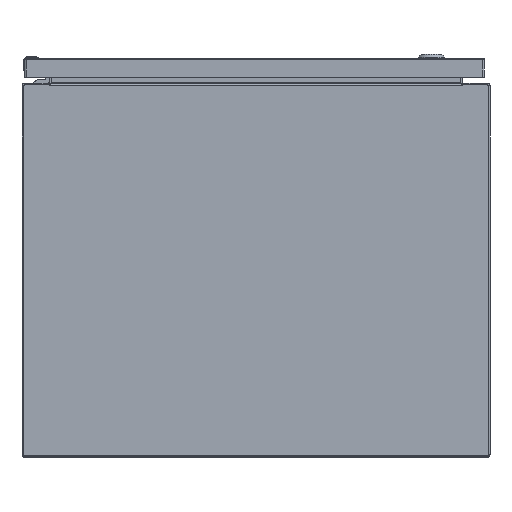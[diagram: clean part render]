
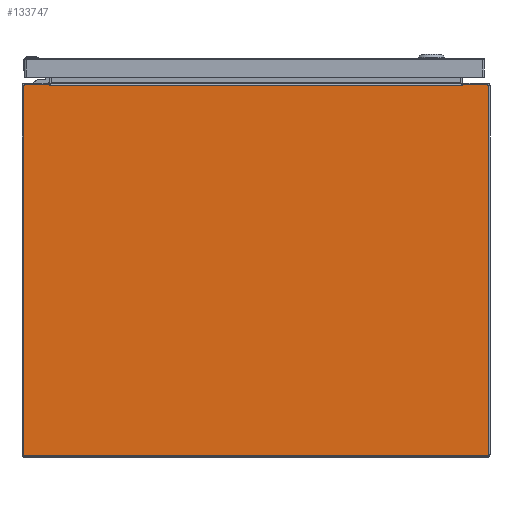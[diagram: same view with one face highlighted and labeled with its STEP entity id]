
A CAD part, front view. The second image highlights one B-rep face of the part: STEP entity #133747.
In plain terms, the highlighted planar face has unit normal (0, -1, 0).
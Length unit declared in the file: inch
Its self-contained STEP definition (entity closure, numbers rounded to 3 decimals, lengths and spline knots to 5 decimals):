
#379 = ORIENTED_EDGE ( 'NONE', *, *, #131245, .T. ) ;
#395 = ORIENTED_EDGE ( 'NONE', *, *, #163400, .T. ) ;
#1764 = VERTEX_POINT ( 'NONE', #161131 ) ;
#1904 = VERTEX_POINT ( 'NONE', #48765 ) ;
#4197 = VERTEX_POINT ( 'NONE', #135074 ) ;
#5160 = CARTESIAN_POINT ( 'NONE',  ( -9.937, -12., 7.857 ) ) ;
#6894 = DIRECTION ( 'NONE',  ( 0., 0., -1. ) ) ;
#7727 = PLANE ( 'NONE',  #28576 ) ;
#10959 = DIRECTION ( 'NONE',  ( 0., 0., -1. ) ) ;
#10987 = EDGE_CURVE ( 'NONE', #1904, #108904, #48214, .T. ) ;
#11673 = CARTESIAN_POINT ( 'NONE',  ( -9.857, -12., -7.937 ) ) ;
#13073 = LINE ( 'NONE', #116811, #83319 ) ;
#13412 = LINE ( 'NONE', #15967, #140745 ) ;
#15904 = AXIS2_PLACEMENT_3D ( 'NONE', #90625, #141213, #10959 ) ;
#15967 = CARTESIAN_POINT ( 'NONE',  ( -9.937, -12., 0. ) ) ;
#16436 = CARTESIAN_POINT ( 'NONE',  ( -8.80578, -12., 7.883 ) ) ;
#20128 = DIRECTION ( 'NONE',  ( 1., 0., 0. ) ) ;
#20690 = DIRECTION ( 'NONE',  ( 0., 0., 1. ) ) ;
#22327 = DIRECTION ( 'NONE',  ( 0., -1., 0. ) ) ;
#23878 = ORIENTED_EDGE ( 'NONE', *, *, #68940, .T. ) ;
#24160 = LINE ( 'NONE', #77238, #133844 ) ;
#24351 = DIRECTION ( 'NONE',  ( 0., -1., 0. ) ) ;
#24983 = LINE ( 'NONE', #102996, #106718 ) ;
#27678 = EDGE_CURVE ( 'NONE', #1764, #108863, #57554, .T. ) ;
#28576 = AXIS2_PLACEMENT_3D ( 'NONE', #73733, #22327, #126866 ) ;
#31364 = EDGE_CURVE ( 'NONE', #47832, #135118, #13412, .T. ) ;
#32865 = CARTESIAN_POINT ( 'NONE',  ( 0., -12., -7.937 ) ) ;
#41005 = EDGE_CURVE ( 'NONE', #125414, #47678, #133821, .T. ) ;
#47678 = VERTEX_POINT ( 'NONE', #64393 ) ;
#47832 = VERTEX_POINT ( 'NONE', #5160 ) ;
#47838 = CARTESIAN_POINT ( 'NONE',  ( -9.857, -12., 7.937 ) ) ;
#48214 = LINE ( 'NONE', #153629, #63677 ) ;
#48765 = CARTESIAN_POINT ( 'NONE',  ( -8.82312, -12., 7.937 ) ) ;
#52439 = DIRECTION ( 'NONE',  ( -1., 0., 0. ) ) ;
#54323 = ORIENTED_EDGE ( 'NONE', *, *, #143425, .T. ) ;
#55648 = ORIENTED_EDGE ( 'NONE', *, *, #132058, .T. ) ;
#57554 = LINE ( 'NONE', #136409, #83854 ) ;
#59710 = CARTESIAN_POINT ( 'NONE',  ( 8.798, -12., 7.883 ) ) ;
#60870 = DIRECTION ( 'NONE',  ( 0., -1., 0. ) ) ;
#61137 = CARTESIAN_POINT ( 'NONE',  ( -9.937, -12., -7.857 ) ) ;
#63005 = VECTOR ( 'NONE', #88199, 39.37008 ) ;
#63677 = VECTOR ( 'NONE', #87710, 39.37008 ) ;
#64393 = CARTESIAN_POINT ( 'NONE',  ( -8.798, -12., 7.883 ) ) ;
#64950 = ORIENTED_EDGE ( 'NONE', *, *, #66513, .T. ) ;
#66128 = ORIENTED_EDGE ( 'NONE', *, *, #99212, .T. ) ;
#66513 = EDGE_CURVE ( 'NONE', #75845, #108336, #24983, .T. ) ;
#68197 = DIRECTION ( 'NONE',  ( 0., 0., -1. ) ) ;
#68940 = EDGE_CURVE ( 'NONE', #108904, #47832, #80591, .T. ) ;
#69490 = AXIS2_PLACEMENT_3D ( 'NONE', #141735, #24351, #142573 ) ;
#70239 = ORIENTED_EDGE ( 'NONE', *, *, #27678, .T. ) ;
#73733 = CARTESIAN_POINT ( 'NONE',  ( 0., -12., 0. ) ) ;
#75845 = VERTEX_POINT ( 'NONE', #120477 ) ;
#77238 = CARTESIAN_POINT ( 'NONE',  ( 0., -12., 7.883 ) ) ;
#77815 = ORIENTED_EDGE ( 'NONE', *, *, #110913, .T. ) ;
#78585 = AXIS2_PLACEMENT_3D ( 'NONE', #124354, #60870, #6894 ) ;
#80591 = CIRCLE ( 'NONE', #132567, 0.08 ) ;
#82802 = VECTOR ( 'NONE', #20128, 39.37008 ) ;
#83319 = VECTOR ( 'NONE', #52439, 39.37008 ) ;
#83854 = VECTOR ( 'NONE', #20690, 39.37008 ) ;
#87710 = DIRECTION ( 'NONE',  ( -1., 0., 0. ) ) ;
#87976 = VECTOR ( 'NONE', #141896, 39.37008 ) ;
#88199 = DIRECTION ( 'NONE',  ( 0.174, 0., -0.985 ) ) ;
#90625 = CARTESIAN_POINT ( 'NONE',  ( 9.857, -12., 7.857 ) ) ;
#99212 = EDGE_CURVE ( 'NONE', #135118, #117890, #152402, .T. ) ;
#101102 = CARTESIAN_POINT ( 'NONE',  ( -8.81836, -12., 7.91 ) ) ;
#102996 = CARTESIAN_POINT ( 'NONE',  ( 8.80578, -12., 7.883 ) ) ;
#106226 = VERTEX_POINT ( 'NONE', #109521 ) ;
#106718 = VECTOR ( 'NONE', #166361, 39.37008 ) ;
#107985 = CARTESIAN_POINT ( 'NONE',  ( 9.857, -12., 7.937 ) ) ;
#108336 = VERTEX_POINT ( 'NONE', #59710 ) ;
#108863 = VERTEX_POINT ( 'NONE', #165285 ) ;
#108904 = VERTEX_POINT ( 'NONE', #47838 ) ;
#109521 = CARTESIAN_POINT ( 'NONE',  ( 8.82312, -12., 7.937 ) ) ;
#110913 = EDGE_CURVE ( 'NONE', #108863, #162846, #166294, .T. ) ;
#114016 = VECTOR ( 'NONE', #148321, 39.37008 ) ;
#116811 = CARTESIAN_POINT ( 'NONE',  ( 0., -12., 7.937 ) ) ;
#117890 = VERTEX_POINT ( 'NONE', #11673 ) ;
#118256 = DIRECTION ( 'NONE',  ( 0., 0., -1. ) ) ;
#120477 = CARTESIAN_POINT ( 'NONE',  ( 8.8136, -12., 7.883 ) ) ;
#124354 = CARTESIAN_POINT ( 'NONE',  ( -9.857, -12., -7.857 ) ) ;
#125414 = VERTEX_POINT ( 'NONE', #157893 ) ;
#126866 = DIRECTION ( 'NONE',  ( 0., 0., -1. ) ) ;
#128224 = CARTESIAN_POINT ( 'NONE',  ( 8.81836, -12., 7.91 ) ) ;
#129526 = DIRECTION ( 'NONE',  ( -1., 0., 0. ) ) ;
#130303 = ORIENTED_EDGE ( 'NONE', *, *, #31364, .T. ) ;
#130556 = EDGE_CURVE ( 'NONE', #106226, #75845, #143552, .T. ) ;
#131245 = EDGE_CURVE ( 'NONE', #117890, #4197, #150254, .T. ) ;
#132058 = EDGE_CURVE ( 'NONE', #4197, #1764, #156980, .T. ) ;
#132567 = AXIS2_PLACEMENT_3D ( 'NONE', #160939, #144748, #118256 ) ;
#132906 = ORIENTED_EDGE ( 'NONE', *, *, #41005, .F. ) ;
#133747 = ADVANCED_FACE ( 'NONE', ( #139712 ), #7727, .T. ) ;
#133821 = LINE ( 'NONE', #16436, #114016 ) ;
#133844 = VECTOR ( 'NONE', #129526, 39.37008 ) ;
#135074 = CARTESIAN_POINT ( 'NONE',  ( 9.857, -12., -7.937 ) ) ;
#135118 = VERTEX_POINT ( 'NONE', #61137 ) ;
#136409 = CARTESIAN_POINT ( 'NONE',  ( 9.937, -12., 0. ) ) ;
#139712 = FACE_OUTER_BOUND ( 'NONE', #158185, .T. ) ;
#140745 = VECTOR ( 'NONE', #68197, 39.37008 ) ;
#141213 = DIRECTION ( 'NONE',  ( 0., -1., 0. ) ) ;
#141735 = CARTESIAN_POINT ( 'NONE',  ( 9.857, -12., -7.857 ) ) ;
#141896 = DIRECTION ( 'NONE',  ( -0.174, 0., -0.985 ) ) ;
#142573 = DIRECTION ( 'NONE',  ( 0., 0., -1. ) ) ;
#143425 = EDGE_CURVE ( 'NONE', #162846, #106226, #13073, .T. ) ;
#143552 = LINE ( 'NONE', #128224, #87976 ) ;
#144748 = DIRECTION ( 'NONE',  ( 0., -1., 0. ) ) ;
#148321 = DIRECTION ( 'NONE',  ( 1., 0., 0. ) ) ;
#150254 = LINE ( 'NONE', #32865, #82802 ) ;
#151486 = ORIENTED_EDGE ( 'NONE', *, *, #130556, .T. ) ;
#152402 = CIRCLE ( 'NONE', #78585, 0.08 ) ;
#153629 = CARTESIAN_POINT ( 'NONE',  ( 0., -12., 7.937 ) ) ;
#155376 = EDGE_CURVE ( 'NONE', #1904, #125414, #166136, .T. ) ;
#156980 = CIRCLE ( 'NONE', #69490, 0.08 ) ;
#157654 = ORIENTED_EDGE ( 'NONE', *, *, #155376, .F. ) ;
#157893 = CARTESIAN_POINT ( 'NONE',  ( -8.8136, -12., 7.883 ) ) ;
#158185 = EDGE_LOOP ( 'NONE', ( #160945, #23878, #130303, #66128, #379, #55648, #70239, #77815, #54323, #151486, #64950, #395, #132906, #157654 ) ) ;
#160939 = CARTESIAN_POINT ( 'NONE',  ( -9.857, -12., 7.857 ) ) ;
#160945 = ORIENTED_EDGE ( 'NONE', *, *, #10987, .T. ) ;
#161131 = CARTESIAN_POINT ( 'NONE',  ( 9.937, -12., -7.857 ) ) ;
#162846 = VERTEX_POINT ( 'NONE', #107985 ) ;
#163400 = EDGE_CURVE ( 'NONE', #108336, #47678, #24160, .T. ) ;
#165285 = CARTESIAN_POINT ( 'NONE',  ( 9.937, -12., 7.857 ) ) ;
#166136 = LINE ( 'NONE', #101102, #63005 ) ;
#166294 = CIRCLE ( 'NONE', #15904, 0.08 ) ;
#166361 = DIRECTION ( 'NONE',  ( -1., 0., 0. ) ) ;
